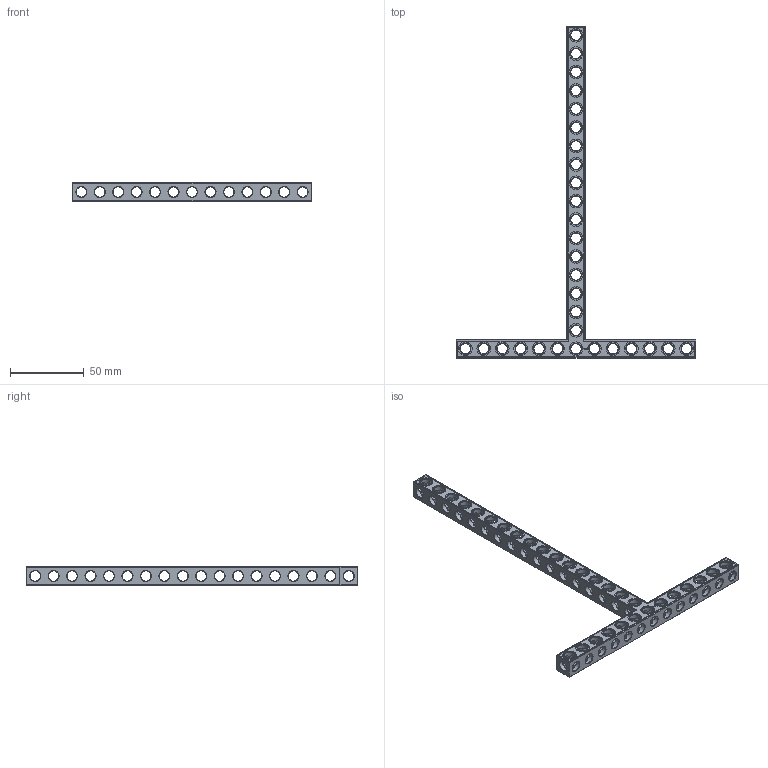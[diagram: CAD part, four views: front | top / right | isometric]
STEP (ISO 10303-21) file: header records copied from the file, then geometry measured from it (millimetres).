
FILE_DESCRIPTION(('FreeCAD Model'),'2;1');
FILE_NAME('Open CASCADE Shape Model','2022-01-28T16:46:01',( 'Paulo Kiefe'),('STEMFIE.org'),'Open CASCADE STEP processor 7.4', 'FreeCAD','Unknown');
FILE_SCHEMA(('AUTOMOTIVE_DESIGN { 1 0 10303 214 1 1 1 1 }'));
Products named in the file (1): Beam_TSH_SYM_ESS_BU13x18x01_-_SPN-BEM-1111_(stemfie.org)
Bounding box: 162.5 x 225 x 12.5 mm (x, y, z)
Volume: 29302.4 mm3; surface area: 26219.2 mm2
Topology: 1 solids, 1 shells, 817 faces, 2558 edges, 1684 vertices
Faces by surface type: plane 424, cylinder 181, cone 122, extrusion 90
Full cylindrical faces by diameter (mm): 6.98 x14, 7 x137, 9.2 x30
Entity records: 97756 total; most frequent: CARTESIAN_POINT 49759, DIRECTION 8010, ORIENTED_EDGE 5116, PCURVE 5116, DEFINITIONAL_REPRESENTATION 5116, VECTOR 4914, LINE 4824, EDGE_CURVE 2558
